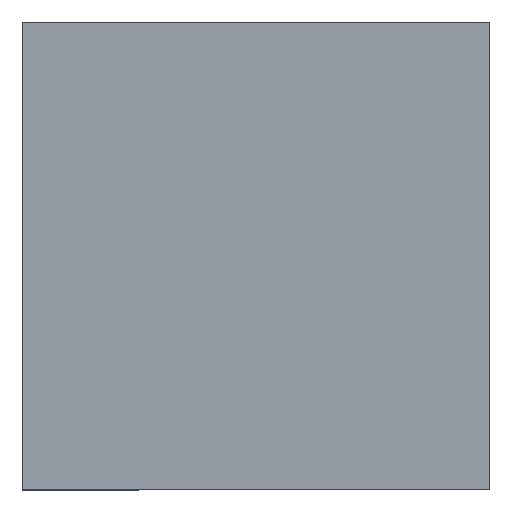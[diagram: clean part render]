
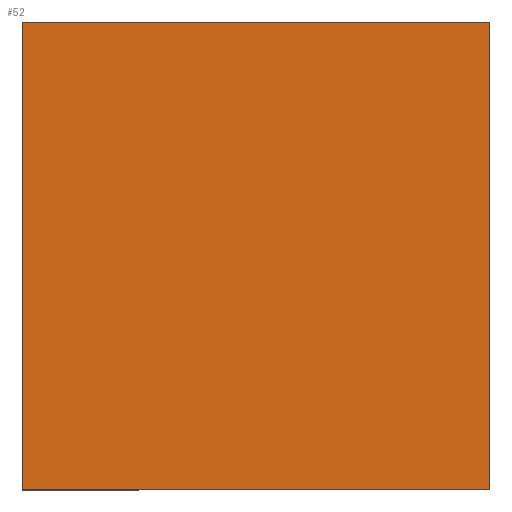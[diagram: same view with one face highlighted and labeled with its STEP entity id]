
A CAD part, top view. The second image highlights one B-rep face of the part: STEP entity #52.
In plain terms, the highlighted planar face has unit normal (0, 0, 1).
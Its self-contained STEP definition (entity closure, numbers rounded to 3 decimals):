
#5 = LINE ( 'NONE', #164, #193 ) ;
#10 = CARTESIAN_POINT ( 'NONE',  ( 12.5, -12.5, 3. ) ) ;
#16 = ORIENTED_EDGE ( 'NONE', *, *, #234, .T. ) ;
#20 = LINE ( 'NONE', #208, #68 ) ;
#24 = DIRECTION ( 'NONE',  ( 1., 0., 0. ) ) ;
#28 = VERTEX_POINT ( 'NONE', #96 ) ;
#41 = CARTESIAN_POINT ( 'NONE',  ( 12.5, -12.5, 3. ) ) ;
#45 = CARTESIAN_POINT ( 'NONE',  ( -12.5, -12.5, 3. ) ) ;
#50 = VECTOR ( 'NONE', #166, 1000. ) ;
#52 = ADVANCED_FACE ( 'NONE', ( #90 ), #153, .T. ) ;
#55 = DIRECTION ( 'NONE',  ( 1., 0., 0. ) ) ;
#58 = EDGE_CURVE ( 'NONE', #109, #149, #20, .T. ) ;
#68 = VECTOR ( 'NONE', #24, 1000. ) ;
#70 = ORIENTED_EDGE ( 'NONE', *, *, #173, .T. ) ;
#73 = VECTOR ( 'NONE', #108, 1000. ) ;
#74 = VERTEX_POINT ( 'NONE', #160 ) ;
#80 = CARTESIAN_POINT ( 'NONE',  ( 0., 0., 3. ) ) ;
#90 = FACE_OUTER_BOUND ( 'NONE', #204, .T. ) ;
#96 = CARTESIAN_POINT ( 'NONE',  ( 12.5, 12.5, 3. ) ) ;
#99 = LINE ( 'NONE', #183, #73 ) ;
#108 = DIRECTION ( 'NONE',  ( 0., -1., 0. ) ) ;
#109 = VERTEX_POINT ( 'NONE', #45 ) ;
#122 = DIRECTION ( 'NONE',  ( -1., 0., 0. ) ) ;
#126 = ORIENTED_EDGE ( 'NONE', *, *, #58, .T. ) ;
#149 = VERTEX_POINT ( 'NONE', #10 ) ;
#153 = PLANE ( 'NONE',  #224 ) ;
#155 = LINE ( 'NONE', #41, #50 ) ;
#160 = CARTESIAN_POINT ( 'NONE',  ( -12.5, 12.5, 3. ) ) ;
#164 = CARTESIAN_POINT ( 'NONE',  ( 12.5, 12.5, 3. ) ) ;
#166 = DIRECTION ( 'NONE',  ( 0., 1., 0. ) ) ;
#173 = EDGE_CURVE ( 'NONE', #74, #109, #99, .T. ) ;
#183 = CARTESIAN_POINT ( 'NONE',  ( -12.5, -12.5, 3. ) ) ;
#190 = ORIENTED_EDGE ( 'NONE', *, *, #219, .T. ) ;
#193 = VECTOR ( 'NONE', #122, 1000. ) ;
#204 = EDGE_LOOP ( 'NONE', ( #70, #126, #190, #16 ) ) ;
#206 = DIRECTION ( 'NONE',  ( 0., 0., 1. ) ) ;
#208 = CARTESIAN_POINT ( 'NONE',  ( 12.5, -12.5, 3. ) ) ;
#219 = EDGE_CURVE ( 'NONE', #149, #28, #155, .T. ) ;
#224 = AXIS2_PLACEMENT_3D ( 'NONE', #80, #206, #55 ) ;
#234 = EDGE_CURVE ( 'NONE', #28, #74, #5, .T. ) ;
